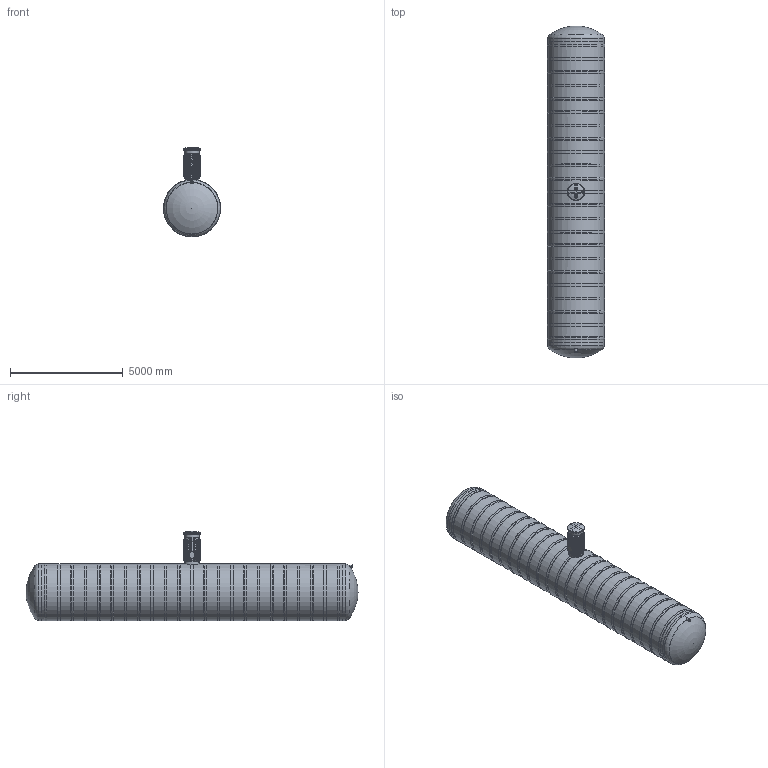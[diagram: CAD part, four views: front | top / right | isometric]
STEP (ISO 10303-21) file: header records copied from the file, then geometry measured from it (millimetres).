
FILE_DESCRIPTION(/* description */ ('Unknown'),/* implementation_level */ '2;1');
FILE_NAME(/* name */ 'Mahuti 70m3 27.03.23',/* time_stamp */ '2023-04-13T14:29:13+03:00',/* author */ ('Unknown'),/* organization */ ('Unknown'),/* preprocessor_version */ 'ST-DEVELOPER v18.1',/* originating_system */ 'Solid Edge',/* authorisation */ 'Unknown');
FILE_SCHEMA (('AUTOMOTIVE_DESIGN {1 0 10303 214 3 1 1}'));
Length unit declared in the file: millimetre
Products named in the file (12): Mahuti 70m3 27.03.23; silinder D2500 70m3 mahutile; 2500 Ribi; 2500 70m3 maht; 2697.001 tihend teeninduskaevule 670_var2; D665 KP silinder 25.07.18; 2703.001; muhvtoru_110_L=300; 2703.002; 2693.001_var3; 2389.001; 2389.003
Assembly tree (34 placements, depth 2):
  Mahuti 70m3 27.03.23
    silinder D2500 70m3 mahutile
    2500 Ribi  x23
    2500 70m3 maht
    2697.001 tihend teeninduskaevule 670_var2  x2
    D665 KP silinder 25.07.18
    2703.001
    muhvtoru_110_L=300
    2703.002
    2693.001_var3
    2389.001
    2389.003
Bounding box: 2542 x 14745.21 x 3987 mm (x, y, z)
Volume: 1076711367.1 mm3; surface area: 305268616.7 mm2
Topology: 33 solids, 34 shells, 743 faces, 1718 edges, 1100 vertices
Faces by surface type: plane 254, cylinder 216, torus 189, bspline 43, cone 21, sphere 20
Full cylindrical faces by diameter (mm): 6 x3, 104 x1, 110 x3, 114.605 x1, 129.59 x1, 594 x1, 595 x1, 600 x1, 609 x1, 610 x2, 615 x2, 625 x2, 632.5 x4, 648.5 x4, 655 x11, 665 x10, 668.5 x4, 678.5 x2, 709 x1, 715 x10, 725 x11, 734 x1, 750 x1, 2500 x1, 2512 x24, 2515 x2, 2529 x2, 2542 x23
Entity records: 21510 total; most frequent: CARTESIAN_POINT 8691, DIRECTION 2509, ORIENTED_EDGE 2390, EDGE_CURVE 1195, AXIS2_PLACEMENT_3D 1107, VERTEX_POINT 868, FACE_BOUND 847, EDGE_LOOP 843
